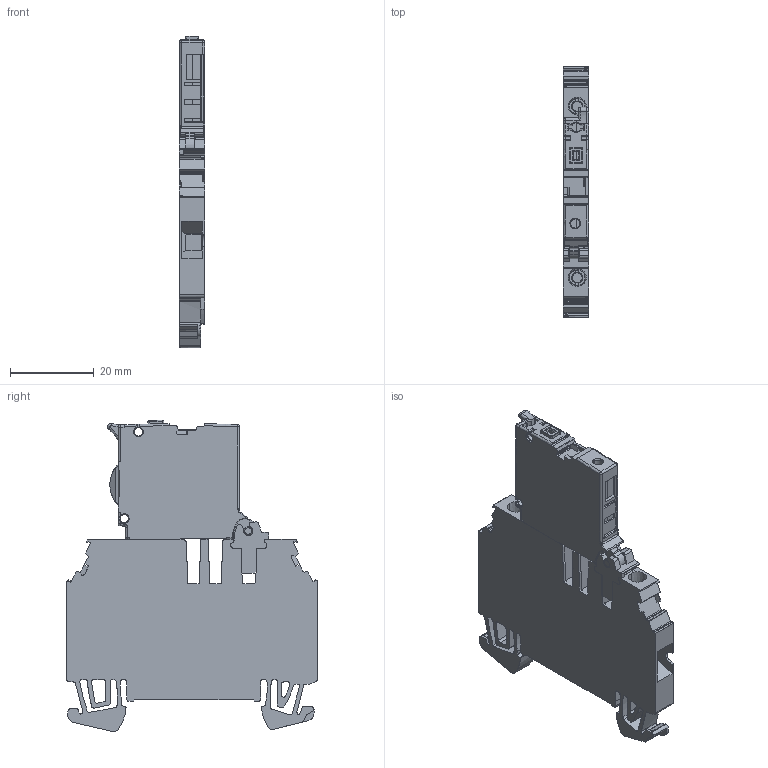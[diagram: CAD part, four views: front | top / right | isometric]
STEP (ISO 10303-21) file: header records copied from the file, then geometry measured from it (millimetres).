
FILE_DESCRIPTION(('CATIA V5 STEP Exchange','CAx-IF Rec.Pracs.--- Model Styling and Organization---1.5--- 2016-08-15','CAx-IF Rec.Pracs.---Supplemental Geometry---1.0---2011-11-01','CAx-IF Rec.Pracs.--- Composite Materials ---1.1---2010-07-15'),'2;1');
FILE_NAME ('1995215-3_0', '2025-09-22T05:36:18+00:00', ('none'), ('Weidmueller'), 'CATIA Version 5-6 Release 2024 SP4', 'CATIA V5 STEP AP214 v3', 'none');
FILE_SCHEMA(('AUTOMOTIVE_DESIGN { 1 0 10303 214 1 1 1 1 }'));
Length unit declared in the file: millimetre
Products named in the file (1): 3019260000
Bounding box: 6.1 x 60 x 74.44 mm (x, y, z)
Volume: 17031 mm3; surface area: 12402 mm2
Topology: 6 solids, 6 shells, 1257 faces, 3601 edges, 2341 vertices
Faces by surface type: plane 562, cylinder 429, extrusion 153, torus 55, bspline 33, cone 13, sphere 12
Entity records: 44795 total; most frequent: CARTESIAN_POINT 14320, ORIENTED_EDGE 7182, DIRECTION 4782, EDGE_CURVE 3591, VECTOR 2399, VERTEX_POINT 2339, LINE 2246, AXIS2_PLACEMENT_3D 1526
